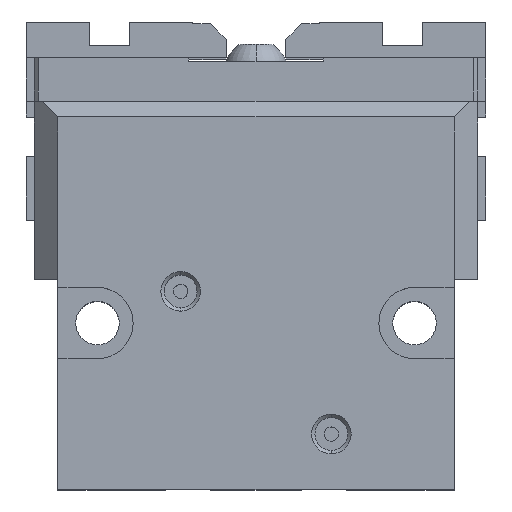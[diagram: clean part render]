
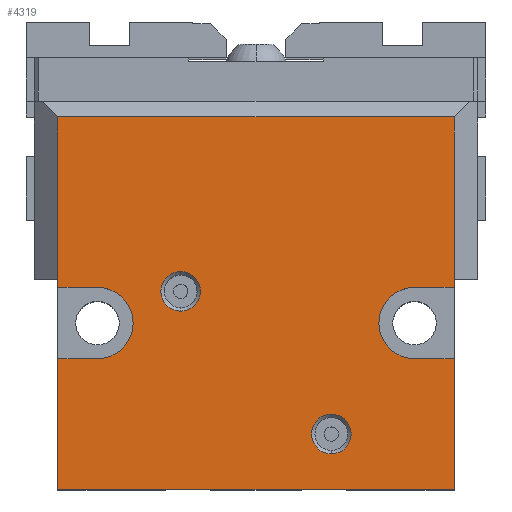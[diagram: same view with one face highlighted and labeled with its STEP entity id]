
A CAD part, top view. The second image highlights one B-rep face of the part: STEP entity #4319.
In plain terms, the highlighted planar face has unit normal (0, 0, 1).
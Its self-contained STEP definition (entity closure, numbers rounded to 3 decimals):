
#1585 = VERTEX_POINT( '', #4631 );
#1733 = EDGE_CURVE( '', #2597, #4029, #4798, .T. );
#1769 = VERTEX_POINT( '', #4834 );
#1813 = VERTEX_POINT( '', #4881 );
#1895 = EDGE_CURVE( '', #3081, #2597, #4972, .T. );
#1933 = EDGE_CURVE( '', #2749, #2043, #5013, .T. );
#1987 = EDGE_CURVE( '', #4029, #3659, #5079, .T. );
#2043 = VERTEX_POINT( '', #5137 );
#2179 = VERTEX_POINT( '', #5286 );
#2359 = VERTEX_POINT( '', #5479 );
#2381 = EDGE_CURVE( '', #3659, #1769, #5503, .T. );
#2507 = VERTEX_POINT( '', #5648 );
#2561 = EDGE_CURVE( '', #2359, #3269, #5707, .T. );
#2597 = VERTEX_POINT( '', #5745 );
#2749 = VERTEX_POINT( '', #5909 );
#2881 = EDGE_CURVE( '', #3739, #4039, #6052, .T. );
#2945 = EDGE_CURVE( '', #3927, #3081, #6122, .T. );
#2987 = EDGE_CURVE( '', #2179, #2043, #6171, .T. );
#3027 = EDGE_CURVE( '', #3269, #3739, #6215, .T. );
#3047 = EDGE_CURVE( '', #1769, #3581, #6237, .T. );
#3081 = VERTEX_POINT( '', #6274 );
#3269 = VERTEX_POINT( '', #6484 );
#3581 = VERTEX_POINT( '', #6828 );
#3603 = VERTEX_POINT( '', #6852 );
#3659 = VERTEX_POINT( '', #6914 );
#3739 = VERTEX_POINT( '', #7004 );
#3807 = EDGE_CURVE( '', #3927, #4039, #7083, .T. );
#3927 = VERTEX_POINT( '', #7212 );
#4029 = VERTEX_POINT( '', #7333 );
#4039 = VERTEX_POINT( '', #7344 );
#4091 = EDGE_CURVE( '', #3603, #1585, #7398, .T. );
#4175 = EDGE_CURVE( '', #2359, #2749, #7492, .T. );
#4181 = EDGE_CURVE( '', #1813, #2507, #7498, .T. );
#4199 = EDGE_CURVE( '', #2507, #1813, #7520, .T. );
#4211 = EDGE_CURVE( '', #1585, #3603, #7532, .T. );
#4319 = ADVANCED_FACE( '', ( #7667, #7668, #7669 ), #7670, .T. );
#4479 = EDGE_CURVE( '', #3581, #2179, #7844, .T. );
#4631 = CARTESIAN_POINT( '', ( -9.5, 27.5, 18.5 ) );
#4798 = LINE( '', #8233, #8234 );
#4834 = CARTESIAN_POINT( '', ( 25., 25.5, 18.5 ) );
#4881 = CARTESIAN_POINT( '', ( 9.5, 4.5, 18.5 ) );
#4972 = LINE( '', #8477, #8478 );
#5013 = LINE( '', #8545, #8546 );
#5079 = CIRCLE( '', #8631, 4.5 );
#5137 = CARTESIAN_POINT( '', ( -25., 47., 18.5 ) );
#5286 = CARTESIAN_POINT( '', ( 25., 47., 18.5 ) );
#5479 = CARTESIAN_POINT( '', ( -25., 25.5, 18.5 ) );
#5503 = LINE( '', #9257, #9258 );
#5648 = CARTESIAN_POINT( '', ( 9.5, 9.5, 18.5 ) );
#5707 = LINE( '', #9575, #9576 );
#5745 = CARTESIAN_POINT( '', ( 25., 16.5, 18.5 ) );
#5909 = CARTESIAN_POINT( '', ( -25., 26.5, 18.5 ) );
#6052 = LINE( '', #10067, #10068 );
#6122 = LINE( '', #10172, #10173 );
#6171 = LINE( '', #10238, #10239 );
#6215 = CIRCLE( '', #10300, 4.5 );
#6237 = LINE( '', #10332, #10333 );
#6274 = CARTESIAN_POINT( '', ( 25., 0., 18.5 ) );
#6484 = CARTESIAN_POINT( '', ( -20., 25.5, 18.5 ) );
#6828 = CARTESIAN_POINT( '', ( 25., 26.5, 18.5 ) );
#6852 = CARTESIAN_POINT( '', ( -9.5, 22.5, 18.5 ) );
#6914 = CARTESIAN_POINT( '', ( 20., 25.5, 18.5 ) );
#7004 = CARTESIAN_POINT( '', ( -20., 16.5, 18.5 ) );
#7083 = LINE( '', #11554, #11555 );
#7212 = CARTESIAN_POINT( '', ( -25., 0., 18.5 ) );
#7333 = CARTESIAN_POINT( '', ( 20., 16.5, 18.5 ) );
#7344 = CARTESIAN_POINT( '', ( -25., 16.5, 18.5 ) );
#7398 = CIRCLE( '', #12003, 2.5 );
#7492 = LINE( '', #12151, #12152 );
#7498 = CIRCLE( '', #12161, 2.5 );
#7520 = CIRCLE( '', #12189, 2.5 );
#7532 = CIRCLE( '', #12208, 2.5 );
#7667 = FACE_BOUND( '', #12380, .T. );
#7668 = FACE_BOUND( '', #12381, .T. );
#7669 = FACE_OUTER_BOUND( '', #12382, .T. );
#7670 = PLANE( '', #12383 );
#7844 = LINE( '', #12627, #12628 );
#8233 = CARTESIAN_POINT( '', ( 22.5, 16.5, 18.5 ) );
#8234 = VECTOR( '', #13039, 1. );
#8477 = CARTESIAN_POINT( '', ( 25., 0., 18.5 ) );
#8478 = VECTOR( '', #13202, 1. );
#8545 = CARTESIAN_POINT( '', ( -25., 26.5, 18.5 ) );
#8546 = VECTOR( '', #13245, 1. );
#8631 = AXIS2_PLACEMENT_3D( '', #13339, #13340, #13341 );
#9257 = CARTESIAN_POINT( '', ( 27.5, 25.5, 18.5 ) );
#9258 = VECTOR( '', #13767, 1. );
#9575 = CARTESIAN_POINT( '', ( 2.5, 25.5, 18.5 ) );
#9576 = VECTOR( '', #14011, 1. );
#10067 = CARTESIAN_POINT( '', ( -2.5, 16.5, 18.5 ) );
#10068 = VECTOR( '', #14348, 1. );
#10172 = CARTESIAN_POINT( '', ( -25., 0., 18.5 ) );
#10173 = VECTOR( '', #14430, 1. );
#10238 = CARTESIAN_POINT( '', ( 26.5, 47., 18.5 ) );
#10239 = VECTOR( '', #14497, 1. );
#10300 = AXIS2_PLACEMENT_3D( '', #14551, #14552, #14553 );
#10332 = CARTESIAN_POINT( '', ( 25., 0., 18.5 ) );
#10333 = VECTOR( '', #14573, 1. );
#11554 = CARTESIAN_POINT( '', ( -25., 0., 18.5 ) );
#11555 = VECTOR( '', #15482, 1. );
#12003 = AXIS2_PLACEMENT_3D( '', #15846, #15847, #15848 );
#12151 = CARTESIAN_POINT( '', ( -25., 0., 18.5 ) );
#12152 = VECTOR( '', #15967, 1. );
#12161 = AXIS2_PLACEMENT_3D( '', #15969, #15970, #15971 );
#12189 = AXIS2_PLACEMENT_3D( '', #16001, #16002, #16003 );
#12208 = AXIS2_PLACEMENT_3D( '', #16007, #16008, #16009 );
#12380 = EDGE_LOOP( '', ( #16235, #16236 ) );
#12381 = EDGE_LOOP( '', ( #16237, #16238 ) );
#12382 = EDGE_LOOP( '', ( #16239, #16240, #16241, #16242, #16243, #16244, #16245, #16246, #16247, #16248, #16249, #16250, #16251, #16252 ) );
#12383 = AXIS2_PLACEMENT_3D( '', #16253, #16254, #16255 );
#12627 = CARTESIAN_POINT( '', ( 25., 26.5, 18.5 ) );
#12628 = VECTOR( '', #16443, 1. );
#13039 = DIRECTION( '', ( -1., 0., 0. ) );
#13202 = DIRECTION( '', ( 0., 1., 0. ) );
#13245 = DIRECTION( '', ( 0., 1., 0. ) );
#13339 = CARTESIAN_POINT( '', ( 20., 21., 18.5 ) );
#13340 = DIRECTION( '', ( 0., 0., -1. ) );
#13341 = DIRECTION( '', ( 0., 1., 0. ) );
#13767 = DIRECTION( '', ( 1., 0., 0. ) );
#14011 = DIRECTION( '', ( 1., 0., 0. ) );
#14348 = DIRECTION( '', ( -1., 0., 0. ) );
#14430 = DIRECTION( '', ( 1., 0., 0. ) );
#14497 = DIRECTION( '', ( -1., 0., 0. ) );
#14551 = CARTESIAN_POINT( '', ( -20., 21., 18.5 ) );
#14552 = DIRECTION( '', ( 0., 0., -1. ) );
#14553 = DIRECTION( '', ( 0., -1., 0. ) );
#14573 = DIRECTION( '', ( 0., 1., 0. ) );
#15482 = DIRECTION( '', ( 0., 1., 0. ) );
#15846 = CARTESIAN_POINT( '', ( -9.5, 25., 18.5 ) );
#15847 = DIRECTION( '', ( 0., 0., -1. ) );
#15848 = DIRECTION( '', ( 0., 1., 0. ) );
#15967 = DIRECTION( '', ( 0., 1., 0. ) );
#15969 = CARTESIAN_POINT( '', ( 9.5, 7., 18.5 ) );
#15970 = DIRECTION( '', ( 0., 0., -1. ) );
#15971 = DIRECTION( '', ( 0., 1., 0. ) );
#16001 = CARTESIAN_POINT( '', ( 9.5, 7., 18.5 ) );
#16002 = DIRECTION( '', ( 0., 0., -1. ) );
#16003 = DIRECTION( '', ( 0., 1., 0. ) );
#16007 = CARTESIAN_POINT( '', ( -9.5, 25., 18.5 ) );
#16008 = DIRECTION( '', ( 0., 0., -1. ) );
#16009 = DIRECTION( '', ( 0., 1., 0. ) );
#16235 = ORIENTED_EDGE( '', *, *, #4211, .T. );
#16236 = ORIENTED_EDGE( '', *, *, #4091, .T. );
#16237 = ORIENTED_EDGE( '', *, *, #4199, .T. );
#16238 = ORIENTED_EDGE( '', *, *, #4181, .T. );
#16239 = ORIENTED_EDGE( '', *, *, #1733, .T. );
#16240 = ORIENTED_EDGE( '', *, *, #1987, .T. );
#16241 = ORIENTED_EDGE( '', *, *, #2381, .T. );
#16242 = ORIENTED_EDGE( '', *, *, #3047, .T. );
#16243 = ORIENTED_EDGE( '', *, *, #4479, .T. );
#16244 = ORIENTED_EDGE( '', *, *, #2987, .T. );
#16245 = ORIENTED_EDGE( '', *, *, #1933, .F. );
#16246 = ORIENTED_EDGE( '', *, *, #4175, .F. );
#16247 = ORIENTED_EDGE( '', *, *, #2561, .T. );
#16248 = ORIENTED_EDGE( '', *, *, #3027, .T. );
#16249 = ORIENTED_EDGE( '', *, *, #2881, .T. );
#16250 = ORIENTED_EDGE( '', *, *, #3807, .F. );
#16251 = ORIENTED_EDGE( '', *, *, #2945, .T. );
#16252 = ORIENTED_EDGE( '', *, *, #1895, .T. );
#16253 = CARTESIAN_POINT( '', ( 25., 0., 18.5 ) );
#16254 = DIRECTION( '', ( 0., 0., 1. ) );
#16255 = DIRECTION( '', ( 1., 0., 0. ) );
#16443 = DIRECTION( '', ( 0., 1., 0. ) );
